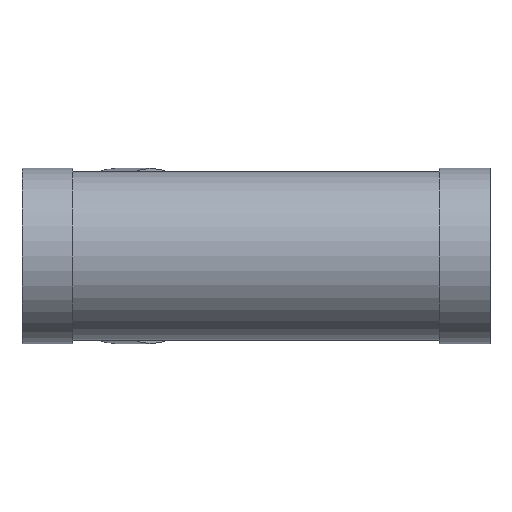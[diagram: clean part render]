
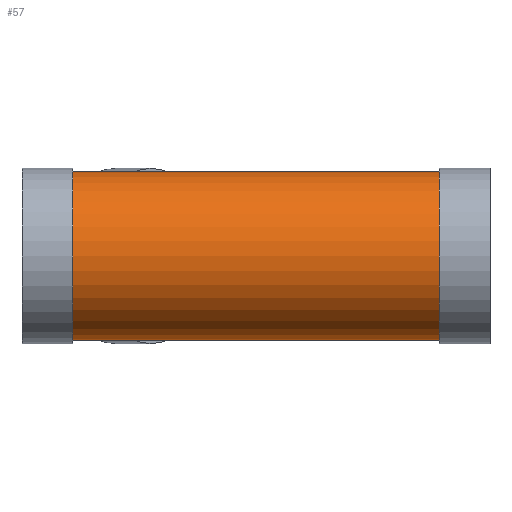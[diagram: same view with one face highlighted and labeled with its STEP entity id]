
A CAD part, front view. The second image highlights one B-rep face of the part: STEP entity #57.
In plain terms, the highlighted cylindrical face has radius 62.5 mm (diameter 125 mm), a full revolution.
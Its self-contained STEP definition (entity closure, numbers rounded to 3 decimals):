
#57 = ADVANCED_FACE( '', ( #127, #128, #129 ), #130, .T. );
#127 = FACE_OUTER_BOUND( '', #212, .T. );
#128 = FACE_BOUND( '', #213, .T. );
#129 = FACE_OUTER_BOUND( '', #214, .T. );
#130 = CYLINDRICAL_SURFACE( '', #215, 62.5 );
#212 = EDGE_LOOP( '', ( #307 ) );
#213 = EDGE_LOOP( '', ( #308, #309 ) );
#214 = EDGE_LOOP( '', ( #310 ) );
#215 = AXIS2_PLACEMENT_3D( '', #311, #312, #313 );
#307 = ORIENTED_EDGE( '', *, *, #392, .T. );
#308 = ORIENTED_EDGE( '', *, *, #399, .F. );
#309 = ORIENTED_EDGE( '', *, *, #400, .F. );
#310 = ORIENTED_EDGE( '', *, *, #402, .F. );
#311 = CARTESIAN_POINT( '', ( 173.5, 0., 0. ) );
#312 = DIRECTION( '', ( -1., 0., 0. ) );
#313 = DIRECTION( '', ( 0., 0., -1. ) );
#392 = EDGE_CURVE( '', #440, #440, #441, .T. );
#399 = EDGE_CURVE( '', #451, #452, #453, .F. );
#400 = EDGE_CURVE( '', #452, #451, #454, .F. );
#402 = EDGE_CURVE( '', #456, #456, #457, .T. );
#440 = VERTEX_POINT( '', #503 );
#441 = CIRCLE( '', #504, 62.5 );
#451 = VERTEX_POINT( '', #514 );
#452 = VERTEX_POINT( '', #515 );
#453 = ELLIPSE( '', #516, 163.32, 62.5 );
#454 = ELLIPSE( '', #517, 67.65, 62.5 );
#456 = VERTEX_POINT( '', #519 );
#457 = CIRCLE( '', #520, 62.5 );
#503 = CARTESIAN_POINT( '', ( -136., 0., -62.5 ) );
#504 = AXIS2_PLACEMENT_3D( '', #569, #570, #571 );
#514 = CARTESIAN_POINT( '', ( 62.5, 0., -62.5 ) );
#515 = CARTESIAN_POINT( '', ( 62.5, 0., 62.5 ) );
#516 = AXIS2_PLACEMENT_3D( '', #581, #582, #583 );
#517 = AXIS2_PLACEMENT_3D( '', #584, #585, #586 );
#519 = CARTESIAN_POINT( '', ( 136., 0., -62.5 ) );
#520 = AXIS2_PLACEMENT_3D( '', #587, #588, #589 );
#569 = CARTESIAN_POINT( '', ( -136., 0., 0. ) );
#570 = DIRECTION( '', ( 1., 0., 0. ) );
#571 = DIRECTION( '', ( 0., 0., -1. ) );
#581 = CARTESIAN_POINT( '', ( 62.5, 0., 0. ) );
#582 = DIRECTION( '', ( -0.383, -0.924, 0. ) );
#583 = DIRECTION( '', ( 0.924, -0.383, 0. ) );
#584 = CARTESIAN_POINT( '', ( 62.5, 0., 0. ) );
#585 = DIRECTION( '', ( 0.924, -0.383, 0. ) );
#586 = DIRECTION( '', ( -0.383, -0.924, 0. ) );
#587 = CARTESIAN_POINT( '', ( 136., 0., 0. ) );
#588 = DIRECTION( '', ( 1., 0., 0. ) );
#589 = DIRECTION( '', ( 0., 0., -1. ) );
